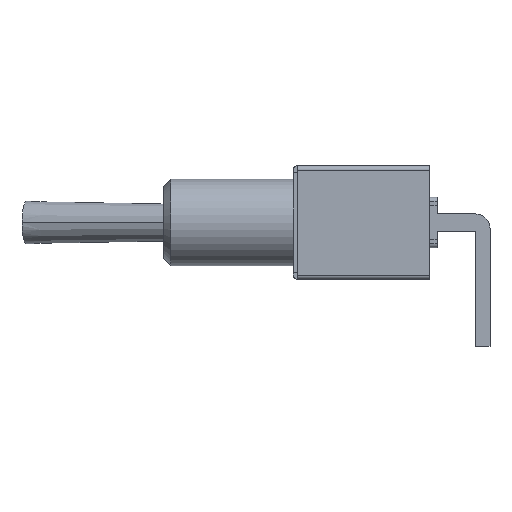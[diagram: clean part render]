
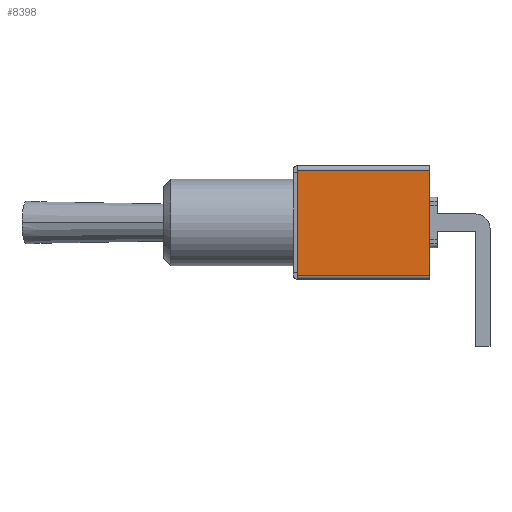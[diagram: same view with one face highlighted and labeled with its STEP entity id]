
A CAD part, left-side view. The second image highlights one B-rep face of the part: STEP entity #8398.
In plain terms, the highlighted planar face has unit normal (-1, 0, 0).
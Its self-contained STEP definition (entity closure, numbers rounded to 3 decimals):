
#108 = DIRECTION ( 'NONE',  ( -1., 0., 0. ) ) ;
#279 = AXIS2_PLACEMENT_3D ( 'NONE', #3182, #108, #5235 ) ;
#1205 = VECTOR ( 'NONE', #12740, 1000. ) ;
#1575 = DIRECTION ( 'NONE',  ( 0., 1., 0. ) ) ;
#2956 = CARTESIAN_POINT ( 'NONE',  ( -6.6, 9.2, 3.65 ) ) ;
#3088 = ORIENTED_EDGE ( 'NONE', *, *, #3523, .T. ) ;
#3158 = LINE ( 'NONE', #8125, #10716 ) ;
#3182 = CARTESIAN_POINT ( 'NONE',  ( -6.6, 0., -3.95 ) ) ;
#3392 = ORIENTED_EDGE ( 'NONE', *, *, #5019, .T. ) ;
#3523 = EDGE_CURVE ( 'NONE', #5924, #5143, #9125, .T. ) ;
#3896 = VERTEX_POINT ( 'NONE', #10502 ) ;
#3959 = LINE ( 'NONE', #4494, #1205 ) ;
#4225 = PLANE ( 'NONE',  #279 ) ;
#4494 = CARTESIAN_POINT ( 'NONE',  ( -6.6, 0., -3.95 ) ) ;
#4874 = EDGE_CURVE ( 'NONE', #8143, #5143, #3158, .T. ) ;
#5019 = EDGE_CURVE ( 'NONE', #3896, #5924, #3959, .T. ) ;
#5020 = DIRECTION ( 'NONE',  ( 0., 0., 1. ) ) ;
#5143 = VERTEX_POINT ( 'NONE', #2956 ) ;
#5235 = DIRECTION ( 'NONE',  ( 0., 0., 1. ) ) ;
#5462 = EDGE_LOOP ( 'NONE', ( #3088, #7751, #12063, #3392 ) ) ;
#5924 = VERTEX_POINT ( 'NONE', #10809 ) ;
#7055 = VECTOR ( 'NONE', #1575, 1000. ) ;
#7423 = EDGE_CURVE ( 'NONE', #8143, #3896, #11051, .T. ) ;
#7751 = ORIENTED_EDGE ( 'NONE', *, *, #4874, .F. ) ;
#8125 = CARTESIAN_POINT ( 'NONE',  ( -6.6, 9.2, 0. ) ) ;
#8143 = VERTEX_POINT ( 'NONE', #12001 ) ;
#8309 = VECTOR ( 'NONE', #8666, 1000. ) ;
#8398 = ADVANCED_FACE ( 'NONE', ( #10552 ), #4225, .T. ) ;
#8666 = DIRECTION ( 'NONE',  ( 0., -1., 0. ) ) ;
#9125 = LINE ( 'NONE', #9804, #7055 ) ;
#9804 = CARTESIAN_POINT ( 'NONE',  ( -6.6, 0., 3.65 ) ) ;
#10502 = CARTESIAN_POINT ( 'NONE',  ( -6.6, 0., -3.65 ) ) ;
#10552 = FACE_OUTER_BOUND ( 'NONE', #5462, .T. ) ;
#10716 = VECTOR ( 'NONE', #5020, 1000. ) ;
#10809 = CARTESIAN_POINT ( 'NONE',  ( -6.6, 0., 3.65 ) ) ;
#11051 = LINE ( 'NONE', #11733, #8309 ) ;
#11733 = CARTESIAN_POINT ( 'NONE',  ( -6.6, 0., -3.65 ) ) ;
#12001 = CARTESIAN_POINT ( 'NONE',  ( -6.6, 9.2, -3.65 ) ) ;
#12063 = ORIENTED_EDGE ( 'NONE', *, *, #7423, .T. ) ;
#12740 = DIRECTION ( 'NONE',  ( 0., 0., 1. ) ) ;
